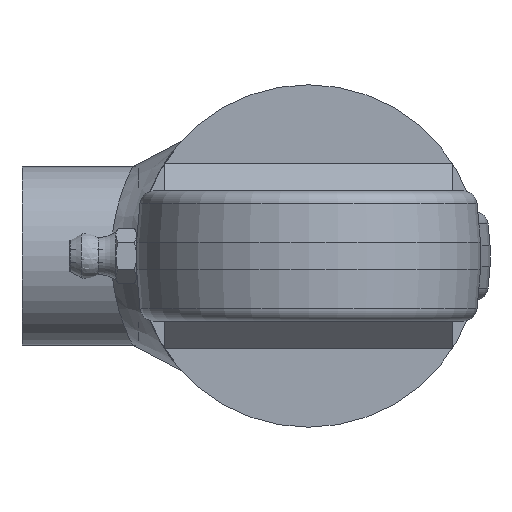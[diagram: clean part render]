
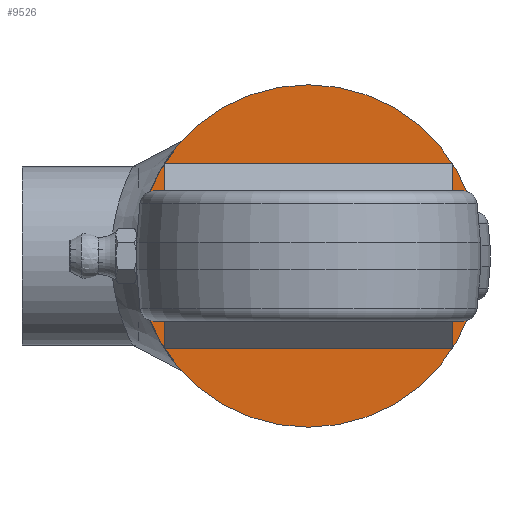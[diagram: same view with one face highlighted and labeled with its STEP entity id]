
A CAD part, left-side view. The second image highlights one B-rep face of the part: STEP entity #9526.
In plain terms, the highlighted planar face has unit normal (-1, 0, 0).
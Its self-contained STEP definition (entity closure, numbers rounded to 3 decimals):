
#2367=FACE_OUTER_BOUND('',#2953,.T.);
#2953=EDGE_LOOP('',(#6447));
#3585=CIRCLE('',#10371,25.);
#4021=VERTEX_POINT('',#14965);
#4957=EDGE_CURVE('',#4021,#4021,#3585,.T.);
#6447=ORIENTED_EDGE('',*,*,#4957,.F.);
#9229=PLANE('',#10373);
#9526=ADVANCED_FACE('',(#2367),#9229,.F.);
#10371=AXIS2_PLACEMENT_3D('',#14967,#11413,#11414);
#10373=AXIS2_PLACEMENT_3D('',#14969,#11417,#11418);
#11413=DIRECTION('center_axis',(1.,0.,0.));
#11414=DIRECTION('ref_axis',(0.,1.,0.));
#11417=DIRECTION('center_axis',(1.,0.,0.));
#11418=DIRECTION('ref_axis',(0.,0.,-1.));
#14965=CARTESIAN_POINT('',(0.,-25.,0.));
#14967=CARTESIAN_POINT('Origin',(0.,0.,0.));
#14969=CARTESIAN_POINT('Origin',(0.,0.,0.));
